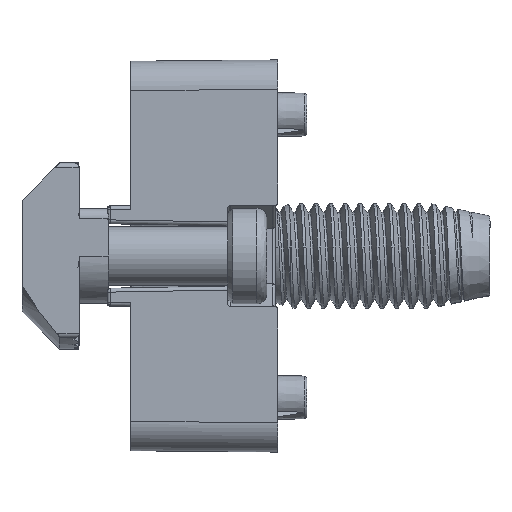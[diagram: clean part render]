
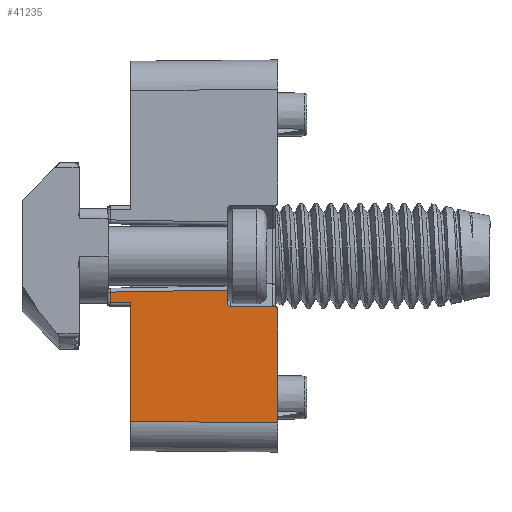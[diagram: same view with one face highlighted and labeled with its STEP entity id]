
A CAD part, left-side view. The second image highlights one B-rep face of the part: STEP entity #41235.
In plain terms, the highlighted planar face has unit normal (-1, 0.009, 0).
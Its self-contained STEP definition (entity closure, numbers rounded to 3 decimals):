
#1632 = CARTESIAN_POINT ( 'NONE',  ( -19.98, 5.1, -4.858 ) ) ;
#1668 = EDGE_CURVE ( 'NONE', #17054, #23506, #38061, .T. ) ;
#2303 = VECTOR ( 'NONE', #3588, 1000. ) ;
#3403 = CARTESIAN_POINT ( 'NONE',  ( -19.98, 5.1, -3.477 ) ) ;
#3588 = DIRECTION ( 'NONE',  ( 0.009, 1., -0.017 ) ) ;
#3820 = VERTEX_POINT ( 'NONE', #10901 ) ;
#3886 = VERTEX_POINT ( 'NONE', #19019 ) ;
#4068 = EDGE_CURVE ( 'NONE', #19560, #35957, #14847, .T. ) ;
#5915 = ORIENTED_EDGE ( 'NONE', *, *, #11536, .T. ) ;
#6267 = CARTESIAN_POINT ( 'NONE',  ( -20.023, 0.198, -5.198 ) ) ;
#6704 = EDGE_CURVE ( 'NONE', #3886, #17054, #16404, .T. ) ;
#7561 = CARTESIAN_POINT ( 'NONE',  ( -20.025, 0., -20.025 ) ) ;
#8682 = ORIENTED_EDGE ( 'NONE', *, *, #32164, .F. ) ;
#8789 = VECTOR ( 'NONE', #19264, 1000. ) ;
#9291 = CARTESIAN_POINT ( 'NONE',  ( -19.894, 15., -4.75 ) ) ;
#9531 = DIRECTION ( 'NONE',  ( 0., 0., -1. ) ) ;
#9589 = ORIENTED_EDGE ( 'NONE', *, *, #25467, .T. ) ;
#10901 = CARTESIAN_POINT ( 'NONE',  ( -19.98, 5.1, -3.477 ) ) ;
#11536 = EDGE_CURVE ( 'NONE', #3820, #3886, #41414, .T. ) ;
#12880 = VERTEX_POINT ( 'NONE', #21922 ) ;
#13519 = DIRECTION ( 'NONE',  ( -1., 0.009, 0. ) ) ;
#13683 = CARTESIAN_POINT ( 'NONE',  ( -19.98, 5.1, 0. ) ) ;
#13884 = LINE ( 'NONE', #13683, #33896 ) ;
#14847 =( BOUNDED_CURVE ( )  B_SPLINE_CURVE ( 3, ( #46863, #46902, #47014, #46823 ),
 .UNSPECIFIED., .F., .F. ) 
 B_SPLINE_CURVE_WITH_KNOTS ( ( 4, 4 ),
 ( 1.58, 3.142 ),
 .UNSPECIFIED. ) 
 CURVE ( )  GEOMETRIC_REPRESENTATION_ITEM ( )  RATIONAL_B_SPLINE_CURVE ( ( 1., 0.807, 0.807, 1. ) ) 
 REPRESENTATION_ITEM ( '' )  );
#16012 = DIRECTION ( 'NONE',  ( 0., 0., -1. ) ) ;
#16077 = CARTESIAN_POINT ( 'NONE',  ( -19.876, 17.103, -20.025 ) ) ;
#16373 = ORIENTED_EDGE ( 'NONE', *, *, #1668, .T. ) ;
#16404 = LINE ( 'NONE', #16077, #25779 ) ;
#17054 = VERTEX_POINT ( 'NONE', #28397 ) ;
#17389 = PLANE ( 'NONE',  #19304 ) ;
#18317 = DIRECTION ( 'NONE',  ( 0., 0., 1. ) ) ;
#19019 = CARTESIAN_POINT ( 'NONE',  ( -19.876, 17.103, -3.687 ) ) ;
#19264 = DIRECTION ( 'NONE',  ( 0., 0., 1. ) ) ;
#19304 = AXIS2_PLACEMENT_3D ( 'NONE', #36580, #13519, #40396 ) ;
#19491 = CARTESIAN_POINT ( 'NONE',  ( -19.983, 4.803, -5.158 ) ) ;
#19560 = VERTEX_POINT ( 'NONE', #22646 ) ;
#20736 = LINE ( 'NONE', #7561, #8789 ) ;
#20787 = LINE ( 'NONE', #48984, #29761 ) ;
#20974 = CARTESIAN_POINT ( 'NONE',  ( -19.876, 17.103, -4.732 ) ) ;
#21144 = DIRECTION ( 'NONE',  ( -0.009, -1., -0.009 ) ) ;
#21199 =( BOUNDED_CURVE ( )  B_SPLINE_CURVE ( 3, ( #48018, #21770, #44256, #1632 ),
 .UNSPECIFIED., .F., .T. ) 
 B_SPLINE_CURVE_WITH_KNOTS ( ( 4, 4 ),
 ( 4.721, 6.283 ),
 .UNSPECIFIED. ) 
 CURVE ( )  GEOMETRIC_REPRESENTATION_ITEM ( )  RATIONAL_B_SPLINE_CURVE ( ( 1., 0.807, 0.807, 1. ) ) 
 REPRESENTATION_ITEM ( '' )  );
#21583 = CARTESIAN_POINT ( 'NONE',  ( -19.98, 5.1, -4.858 ) ) ;
#21770 = CARTESIAN_POINT ( 'NONE',  ( -19.982, 4.977, -5.157 ) ) ;
#21859 = EDGE_CURVE ( 'NONE', #19560, #33097, #36219, .T. ) ;
#21922 = CARTESIAN_POINT ( 'NONE',  ( -19.894, 15., -16.894 ) ) ;
#22646 = CARTESIAN_POINT ( 'NONE',  ( -20.023, 0.198, -5.198 ) ) ;
#22806 = ORIENTED_EDGE ( 'NONE', *, *, #28917, .T. ) ;
#23506 = VERTEX_POINT ( 'NONE', #9291 ) ;
#24376 = VERTEX_POINT ( 'NONE', #27682 ) ;
#24933 = LINE ( 'NONE', #33073, #44814 ) ;
#25467 = EDGE_CURVE ( 'NONE', #24376, #35957, #20736, .T. ) ;
#25779 = VECTOR ( 'NONE', #16012, 1000. ) ;
#27682 = CARTESIAN_POINT ( 'NONE',  ( -20.025, 0., -17.025 ) ) ;
#27915 = VECTOR ( 'NONE', #21144, 1000. ) ;
#28397 = CARTESIAN_POINT ( 'NONE',  ( -19.876, 17.103, -4.732 ) ) ;
#28645 = VECTOR ( 'NONE', #33581, 1000. ) ;
#28917 = EDGE_CURVE ( 'NONE', #33097, #46796, #21199, .T. ) ;
#29094 = ORIENTED_EDGE ( 'NONE', *, *, #21859, .T. ) ;
#29761 = VECTOR ( 'NONE', #37825, 1000. ) ;
#30585 = CARTESIAN_POINT ( 'NONE',  ( -20.025, 0., -5.398 ) ) ;
#32164 = EDGE_CURVE ( 'NONE', #3820, #46796, #13884, .T. ) ;
#33073 = CARTESIAN_POINT ( 'NONE',  ( -19.894, 15., 0. ) ) ;
#33097 = VERTEX_POINT ( 'NONE', #19491 ) ;
#33581 = DIRECTION ( 'NONE',  ( 0.009, 1., 0.009 ) ) ;
#33896 = VECTOR ( 'NONE', #9531, 1000. ) ;
#35957 = VERTEX_POINT ( 'NONE', #30585 ) ;
#36039 = ORIENTED_EDGE ( 'NONE', *, *, #50247, .F. ) ;
#36219 = LINE ( 'NONE', #6267, #28645 ) ;
#36580 = CARTESIAN_POINT ( 'NONE',  ( -20.025, 0., -20.025 ) ) ;
#37825 = DIRECTION ( 'NONE',  ( -0.009, -1., -0.009 ) ) ;
#38061 = LINE ( 'NONE', #20974, #27915 ) ;
#38583 = EDGE_LOOP ( 'NONE', ( #36039, #48456, #9589, #44032, #29094, #22806, #8682, #5915, #41876, #16373 ) ) ;
#40396 = DIRECTION ( 'NONE',  ( -0.009, -1., 0. ) ) ;
#40812 = FACE_OUTER_BOUND ( 'NONE', #38583, .T. ) ;
#41235 = ADVANCED_FACE ( 'NONE', ( #40812 ), #17389, .T. ) ;
#41414 = LINE ( 'NONE', #3403, #2303 ) ;
#41876 = ORIENTED_EDGE ( 'NONE', *, *, #6704, .T. ) ;
#44032 = ORIENTED_EDGE ( 'NONE', *, *, #4068, .F. ) ;
#44256 = CARTESIAN_POINT ( 'NONE',  ( -19.98, 5.1, -5.033 ) ) ;
#44814 = VECTOR ( 'NONE', #18317, 1000. ) ;
#46796 = VERTEX_POINT ( 'NONE', #21583 ) ;
#46823 = CARTESIAN_POINT ( 'NONE',  ( -20.025, 0., -5.398 ) ) ;
#46863 = CARTESIAN_POINT ( 'NONE',  ( -20.023, 0.198, -5.198 ) ) ;
#46902 = CARTESIAN_POINT ( 'NONE',  ( -20.024, 0.082, -5.199 ) ) ;
#47014 = CARTESIAN_POINT ( 'NONE',  ( -20.025, 0., -5.282 ) ) ;
#48018 = CARTESIAN_POINT ( 'NONE',  ( -19.983, 4.803, -5.158 ) ) ;
#48456 = ORIENTED_EDGE ( 'NONE', *, *, #49808, .T. ) ;
#48984 = CARTESIAN_POINT ( 'NONE',  ( -19.894, 15., -16.894 ) ) ;
#49808 = EDGE_CURVE ( 'NONE', #12880, #24376, #20787, .T. ) ;
#50247 = EDGE_CURVE ( 'NONE', #12880, #23506, #24933, .T. ) ;
